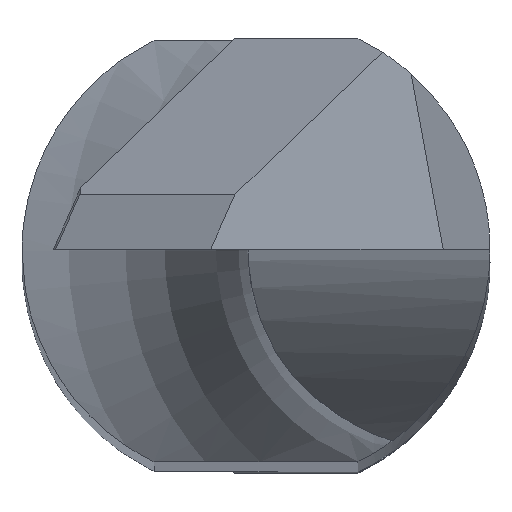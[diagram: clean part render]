
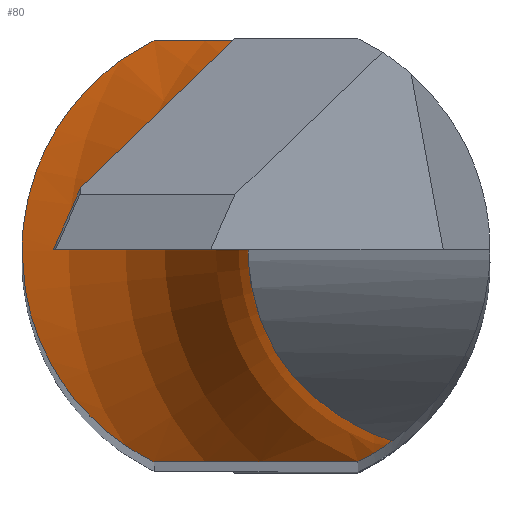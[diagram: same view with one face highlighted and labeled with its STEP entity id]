
A CAD part, top view. The second image highlights one B-rep face of the part: STEP entity #80.
In plain terms, the highlighted toroidal (fillet/blend) face has major radius 3.25 mm and minor radius 2 mm.
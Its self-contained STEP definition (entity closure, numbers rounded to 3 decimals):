
#29=TOROIDAL_SURFACE('',#864,3.25,2.);
#80=ADVANCED_FACE('',(#141),#29,.F.);
#141=FACE_OUTER_BOUND('',#178,.T.);
#178=EDGE_LOOP('',(#332,#333,#334,#335,#336,#337,#338,#339,#340));
#205=CIRCLE('',#862,1.25);
#206=CIRCLE('',#863,1.25);
#332=ORIENTED_EDGE('',*,*,#558,.F.);
#333=ORIENTED_EDGE('',*,*,#525,.T.);
#334=ORIENTED_EDGE('',*,*,#557,.T.);
#335=ORIENTED_EDGE('',*,*,#559,.T.);
#336=ORIENTED_EDGE('',*,*,#560,.T.);
#337=ORIENTED_EDGE('',*,*,#561,.T.);
#338=ORIENTED_EDGE('',*,*,#535,.T.);
#339=ORIENTED_EDGE('',*,*,#562,.F.);
#340=ORIENTED_EDGE('',*,*,#563,.F.);
#443=VERTEX_POINT('',#1259);
#444=VERTEX_POINT('',#1267);
#453=VERTEX_POINT('',#1303);
#454=VERTEX_POINT('',#1311);
#468=VERTEX_POINT('',#1405);
#469=VERTEX_POINT('',#1412);
#470=VERTEX_POINT('',#1426);
#471=VERTEX_POINT('',#1440);
#472=VERTEX_POINT('',#1451);
#525=EDGE_CURVE('',#444,#443,#603,.T.);
#535=EDGE_CURVE('',#454,#453,#607,.T.);
#557=EDGE_CURVE('',#443,#468,#617,.T.);
#558=EDGE_CURVE('',#444,#469,#205,.T.);
#559=EDGE_CURVE('',#468,#470,#618,.T.);
#560=EDGE_CURVE('',#470,#471,#619,.T.);
#561=EDGE_CURVE('',#471,#454,#620,.T.);
#562=EDGE_CURVE('',#472,#453,#621,.T.);
#563=EDGE_CURVE('',#469,#472,#206,.T.);
#603=B_SPLINE_CURVE_WITH_KNOTS('',3,(#1260,#1261,#1262,#1263,#1264,#1265,
#1266),.UNSPECIFIED.,.F.,.F.,(4,3,4),(0.,0.566,1.),
 .UNSPECIFIED.);
#607=B_SPLINE_CURVE_WITH_KNOTS('',3,(#1304,#1305,#1306,#1307,#1308,#1309,
#1310),.UNSPECIFIED.,.F.,.F.,(4,3,4),(0.,0.719,1.),
 .UNSPECIFIED.);
#617=B_SPLINE_CURVE_WITH_KNOTS('',3,(#1406,#1407,#1408,#1409),
 .UNSPECIFIED.,.F.,.F.,(4,4),(0.,1.),.UNSPECIFIED.);
#618=B_SPLINE_CURVE_WITH_KNOTS('',3,(#1413,#1414,#1415,#1416,#1417,#1418,
#1419,#1420,#1421,#1422,#1423,#1424,#1425),.UNSPECIFIED.,.F.,.F.,(4,3,3,
3,4),(0.,0.294,0.588,0.883,1.),
 .UNSPECIFIED.);
#619=B_SPLINE_CURVE_WITH_KNOTS('',3,(#1427,#1428,#1429,#1430,#1431,#1432,
#1433,#1434,#1435,#1436,#1437,#1438,#1439),.UNSPECIFIED.,.F.,.F.,(4,3,3,
3,4),(0.,0.297,0.593,0.889,1.),
 .UNSPECIFIED.);
#620=B_SPLINE_CURVE_WITH_KNOTS('',3,(#1441,#1442,#1443,#1444),
 .UNSPECIFIED.,.F.,.F.,(4,4),(0.,1.),.UNSPECIFIED.);
#621=B_SPLINE_CURVE_WITH_KNOTS('',3,(#1445,#1446,#1447,#1448,#1449,#1450),
 .UNSPECIFIED.,.F.,.F.,(4,1,1,4),(0.,0.333,0.667,1.),
 .UNSPECIFIED.);
#862=AXIS2_PLACEMENT_3D('',#1411,#1004,#1005);
#863=AXIS2_PLACEMENT_3D('',#1452,#1006,#1007);
#864=AXIS2_PLACEMENT_3D('',#1453,#1008,#1009);
#1004=DIRECTION('',(0.,0.,1.));
#1005=DIRECTION('',(-0.251,0.968,0.));
#1006=DIRECTION('',(0.,0.,1.));
#1007=DIRECTION('',(-1.,0.,0.));
#1008=DIRECTION('',(0.,0.,-1.));
#1009=DIRECTION('',(-1.,0.,0.));
#1259=CARTESIAN_POINT('',(0.654,1.35,18.588));
#1260=CARTESIAN_POINT('',(0.886,1.21,19.473));
#1261=CARTESIAN_POINT('',(0.886,1.21,19.297));
#1262=CARTESIAN_POINT('',(0.862,1.229,19.119));
#1263=CARTESIAN_POINT('',(0.813,1.261,18.953));
#1264=CARTESIAN_POINT('',(0.775,1.285,18.825));
#1265=CARTESIAN_POINT('',(0.722,1.317,18.701));
#1266=CARTESIAN_POINT('',(0.654,1.35,18.588));
#1267=CARTESIAN_POINT('',(0.886,1.21,19.473));
#1303=CARTESIAN_POINT('',(0.873,-1.219,19.25));
#1304=CARTESIAN_POINT('',(0.654,-1.35,18.588));
#1305=CARTESIAN_POINT('',(0.739,-1.309,18.73));
#1306=CARTESIAN_POINT('',(0.801,-1.269,18.889));
#1307=CARTESIAN_POINT('',(0.839,-1.243,19.053));
#1308=CARTESIAN_POINT('',(0.854,-1.233,19.117));
#1309=CARTESIAN_POINT('',(0.866,-1.225,19.183));
#1310=CARTESIAN_POINT('',(0.873,-1.219,19.25));
#1311=CARTESIAN_POINT('',(0.654,-1.35,18.588));
#1405=CARTESIAN_POINT('',(-0.654,1.35,17.717));
#1406=CARTESIAN_POINT('',(0.654,1.35,18.588));
#1407=CARTESIAN_POINT('',(0.236,1.35,18.271));
#1408=CARTESIAN_POINT('',(-0.167,1.35,17.931));
#1409=CARTESIAN_POINT('',(-0.654,1.35,17.717));
#1411=CARTESIAN_POINT('',(1.2,0.,19.473));
#1412=CARTESIAN_POINT('',(-0.05,0.,19.473));
#1413=CARTESIAN_POINT('',(-0.654,1.35,17.717));
#1414=CARTESIAN_POINT('',(-0.798,1.28,17.676));
#1415=CARTESIAN_POINT('',(-0.934,1.185,17.645));
#1416=CARTESIAN_POINT('',(-1.051,1.07,17.622));
#1417=CARTESIAN_POINT('',(-1.167,0.956,17.599));
#1418=CARTESIAN_POINT('',(-1.267,0.82,17.583));
#1419=CARTESIAN_POINT('',(-1.341,0.673,17.572));
#1420=CARTESIAN_POINT('',(-1.415,0.525,17.561));
#1421=CARTESIAN_POINT('',(-1.465,0.362,17.555));
#1422=CARTESIAN_POINT('',(-1.487,0.198,17.552));
#1423=CARTESIAN_POINT('',(-1.496,0.133,17.551));
#1424=CARTESIAN_POINT('',(-1.5,0.066,17.55));
#1425=CARTESIAN_POINT('',(-1.5,0.,17.55));
#1426=CARTESIAN_POINT('',(-1.5,0.,17.55));
#1427=CARTESIAN_POINT('',(-1.5,0.,17.55));
#1428=CARTESIAN_POINT('',(-1.5,-0.166,17.55));
#1429=CARTESIAN_POINT('',(-1.472,-0.335,17.553));
#1430=CARTESIAN_POINT('',(-1.417,-0.492,17.561));
#1431=CARTESIAN_POINT('',(-1.362,-0.649,17.569));
#1432=CARTESIAN_POINT('',(-1.28,-0.799,17.58));
#1433=CARTESIAN_POINT('',(-1.178,-0.929,17.598));
#1434=CARTESIAN_POINT('',(-1.076,-1.058,17.616));
#1435=CARTESIAN_POINT('',(-0.95,-1.172,17.641));
#1436=CARTESIAN_POINT('',(-0.814,-1.26,17.674));
#1437=CARTESIAN_POINT('',(-0.762,-1.293,17.687));
#1438=CARTESIAN_POINT('',(-0.709,-1.323,17.701));
#1439=CARTESIAN_POINT('',(-0.654,-1.35,17.717));
#1440=CARTESIAN_POINT('',(-0.654,-1.35,17.717));
#1441=CARTESIAN_POINT('',(-0.654,-1.35,17.717));
#1442=CARTESIAN_POINT('',(-0.167,-1.35,17.931));
#1443=CARTESIAN_POINT('',(0.236,-1.35,18.271));
#1444=CARTESIAN_POINT('',(0.654,-1.35,18.588));
#1445=CARTESIAN_POINT('',(0.503,-1.038,19.473));
#1446=CARTESIAN_POINT('',(0.546,-1.066,19.435));
#1447=CARTESIAN_POINT('',(0.631,-1.118,19.37));
#1448=CARTESIAN_POINT('',(0.755,-1.179,19.297));
#1449=CARTESIAN_POINT('',(0.835,-1.208,19.264));
#1450=CARTESIAN_POINT('',(0.873,-1.219,19.25));
#1451=CARTESIAN_POINT('',(0.503,-1.038,19.473));
#1452=CARTESIAN_POINT('',(1.2,0.,19.473));
#1453=CARTESIAN_POINT('',(1.2,0.,19.473));
